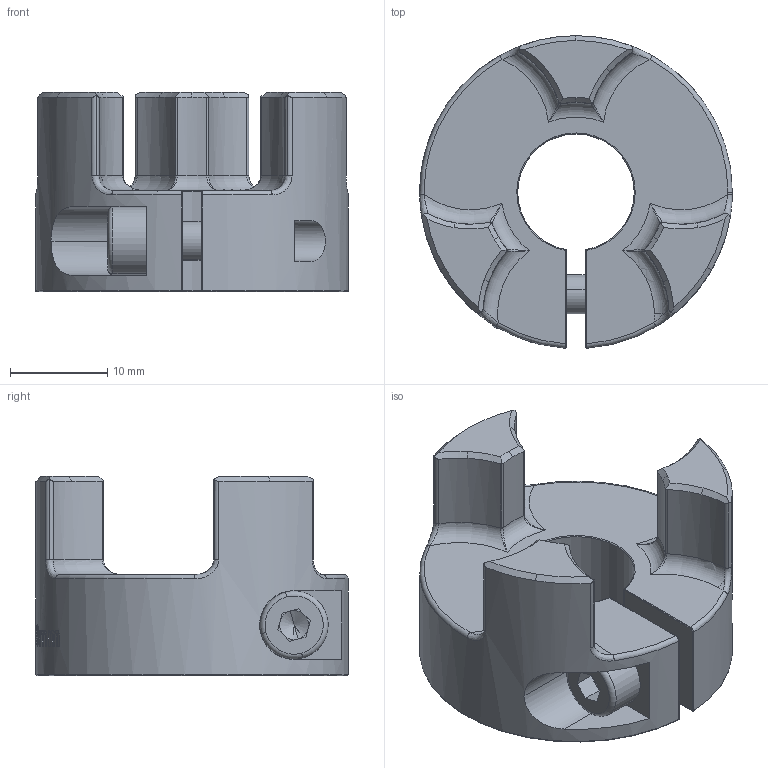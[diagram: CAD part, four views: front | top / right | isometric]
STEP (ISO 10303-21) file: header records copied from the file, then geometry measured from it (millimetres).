
FILE_DESCRIPTION(/* description */ ('Alibre Inc.'),/* implementation_level */ '2;1');
FILE_NAME(/* name */ 'export-C83E8F41-CAE5-4839-8662-A2226211C5D6',/* time_stamp */ '2021-09-13T16:12:33+02:00',/* author */ (''),/* organization */ (''),/* preprocessor_version */ 'ST-DEVELOPER v17',/* originating_system */ 'Alibre',/* authorisation */ '');
FILE_SCHEMA (('AUTOMOTIVE_DESIGN'));
Length unit declared in the file: millimetre
Products named in the file (3): 813 DIN 912 metric bolts M4x12
Bounding box: 32.2 x 32.16 x 20.5 mm (x, y, z)
Volume: 8403.8 mm3; surface area: 4372.4 mm2
Topology: 2 solids, 2 shells, 327 faces, 883 edges, 563 vertices
Faces by surface type: bspline 115, cylinder 80, plane 74, cone 28, torus 24, sphere 6
Full cylindrical faces by diameter (mm): 3.242 x1, 4.1 x1
Entity records: 21785 total; most frequent: CARTESIAN_POINT 14944, ORIENTED_EDGE 1738, EDGE_CURVE 869, DIRECTION 854, VERTEX_POINT 563, B_SPLINE_CURVE_WITH_KNOTS 460, AXIS2_PLACEMENT_3D 368, EDGE_LOOP 348
